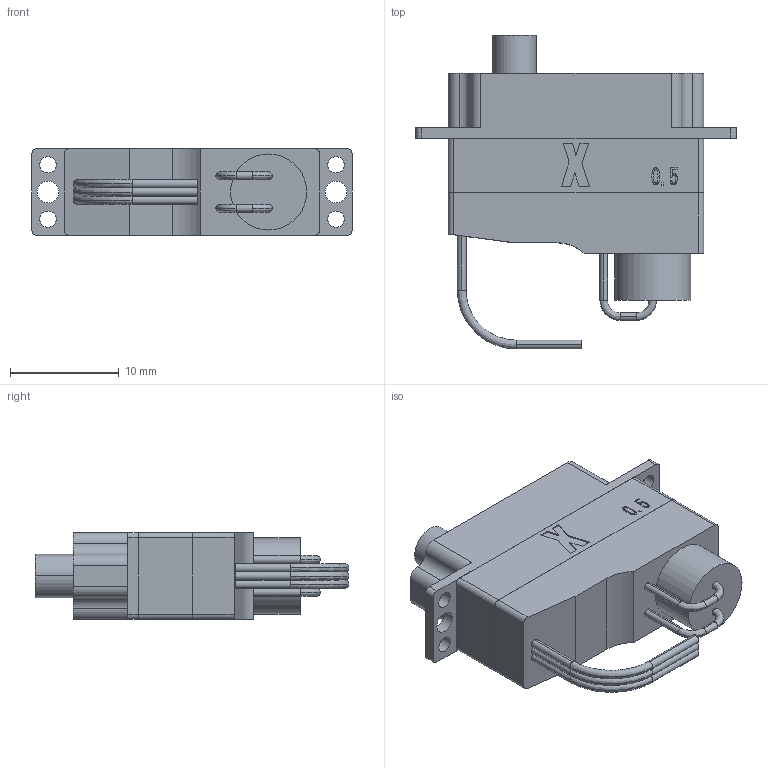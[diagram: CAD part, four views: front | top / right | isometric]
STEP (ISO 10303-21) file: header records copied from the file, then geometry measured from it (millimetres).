
FILE_DESCRIPTION (( 'STEP AP214' ), '1' );
FILE_NAME ('KST X 08V05.STEP', '2022-03-29T15:13:11', ( '' ), ( '' ), 'SwSTEP 2.0', 'SolidWorks 2021', '' );
FILE_SCHEMA (( 'AUTOMOTIVE_DESIGN' ));
Length unit declared in the file: millimetre
Products named in the file (1): KST X 08V05
Bounding box: 29.5 x 28.86 x 8.02 mm (x, y, z)
Volume: 3202.9 mm3; surface area: 1774.5 mm2
Topology: 1 solids, 1 shells, 231 faces, 617 edges, 407 vertices
Faces by surface type: plane 112, bspline 60, cylinder 59
Entity records: 10170 total; most frequent: CARTESIAN_POINT 3721, ORIENTED_EDGE 1234, DIRECTION 1023, EDGE_CURVE 617, VERTEX_POINT 407, VECTOR 365, LINE 365, AXIS2_PLACEMENT_3D 329
